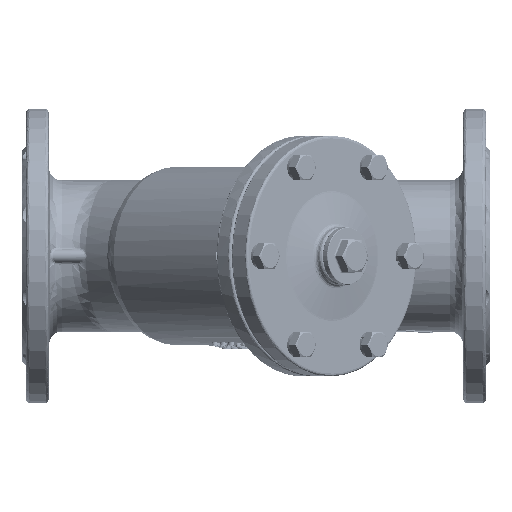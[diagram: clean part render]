
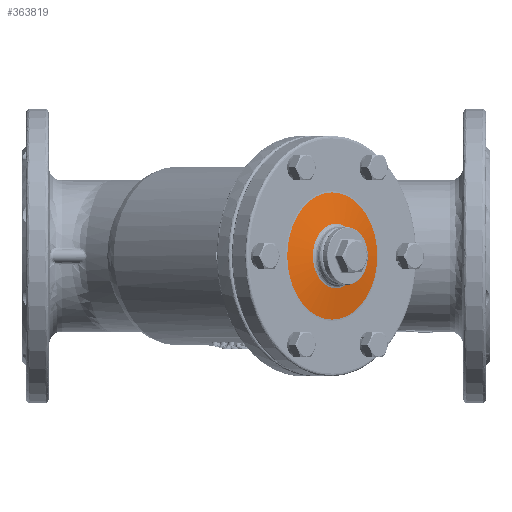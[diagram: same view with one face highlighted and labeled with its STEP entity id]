
A CAD part, front view. The second image highlights one B-rep face of the part: STEP entity #363819.
In plain terms, the highlighted free-form (B-spline) face has degree [3, 3] with [4, 4] control points.
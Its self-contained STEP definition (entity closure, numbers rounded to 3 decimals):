
#6159 = CARTESIAN_POINT ( 'NONE',  ( 229.628, -168.007, 0. ) ) ;
#13891 = CARTESIAN_POINT ( 'NONE',  ( 255.274, -139.255, -34.232 ) ) ;
#33562 = AXIS2_PLACEMENT_3D ( 'NONE', #439999, #174642, #484567 ) ;
#43584 = ORIENTED_EDGE ( 'NONE', *, *, #514050, .T. ) ;
#50813 = DIRECTION ( 'NONE',  ( 0.612, 0.612, 0.5 ) ) ;
#50967 = CARTESIAN_POINT ( 'NONE',  ( 227.006, -165.385, 0. ) ) ;
#58557 = CARTESIAN_POINT ( 'NONE',  ( 217.104, -187.278, 5.961 ) ) ;
#62738 = CARTESIAN_POINT ( 'NONE',  ( 197.863, -194.528, -23.795 ) ) ;
#103128 = CARTESIAN_POINT ( 'NONE',  ( 235.242, -159.258, -50.572 ) ) ;
#103379 = DIRECTION ( 'NONE',  ( 0.612, 0.612, 0.5 ) ) ;
#122912 = EDGE_CURVE ( 'NONE', #313643, #572391, #464503, .T. ) ;
#125632 = CIRCLE ( 'NONE', #33562, 24.184 ) ;
#125699 = CARTESIAN_POINT ( 'NONE',  ( 227.006, -165.385, 0. ) ) ;
#147691 = CARTESIAN_POINT ( 'NONE',  ( 192.799, -201.759, -10.438 ) ) ;
#170312 = DIRECTION ( 'NONE',  ( 0.612, 0.612, 0.5 ) ) ;
#174642 = DIRECTION ( 'NONE',  ( -0.707, 0.707, 0. ) ) ;
#174915 = AXIS2_PLACEMENT_3D ( 'NONE', #50967, #368808, #103379 ) ;
#190322 = CARTESIAN_POINT ( 'NONE',  ( 263.311, -131.315, 10.12 ) ) ;
#192230 = CARTESIAN_POINT ( 'NONE',  ( 210.397, -174.574, -65.286 ) ) ;
#208316 = VERTEX_POINT ( 'NONE', #570936 ) ;
#234876 = CARTESIAN_POINT ( 'NONE',  ( 220.812, -173.778, 50.256 ) ) ;
#250399 = VERTEX_POINT ( 'NONE', #315698 ) ;
#257092 = AXIS2_PLACEMENT_3D ( 'NONE', #125699, #435680, #170312 ) ;
#279470 = CARTESIAN_POINT ( 'NONE',  ( 248.796, -155.595, -6.286 ) ) ;
#290563 = EDGE_LOOP ( 'NONE', ( #472430, #43584 ) ) ;
#313643 = VERTEX_POINT ( 'NONE', #388777 ) ;
#315698 = CARTESIAN_POINT ( 'NONE',  ( 244.438, -153.197, 12.092 ) ) ;
#316347 = DIRECTION ( 'NONE',  ( -0.707, 0.707, 0. ) ) ;
#318450 = EDGE_CURVE ( 'NONE', #250399, #208316, #125632, .T. ) ;
#322132 = CARTESIAN_POINT ( 'NONE',  ( 236.155, -148.959, 64.987 ) ) ;
#324051 = CARTESIAN_POINT ( 'NONE',  ( 200.783, -193.778, 33.909 ) ) ;
#333367 = FACE_BOUND ( 'NONE', #437245, .T. ) ;
#360858 = EDGE_CURVE ( 'NONE', #208316, #250399, #404413, .T. ) ;
#363819 = ADVANCED_FACE ( 'NONE', ( #333367, #465006 ), #458830, .T. ) ;
#368568 = CARTESIAN_POINT ( 'NONE',  ( 228.765, -175.597, -22.628 ) ) ;
#368808 = DIRECTION ( 'NONE',  ( 0.707, -0.707, 0. ) ) ;
#371964 = ORIENTED_EDGE ( 'NONE', *, *, #360858, .T. ) ;
#388777 = CARTESIAN_POINT ( 'NONE',  ( 256.149, -136.242, 23.795 ) ) ;
#404413 = CIRCLE ( 'NONE', #537778, 24.184 ) ;
#413094 = CARTESIAN_POINT ( 'NONE',  ( 176.964, -208.065, 16.678 ) ) ;
#435680 = DIRECTION ( 'NONE',  ( 0.707, -0.707, 0. ) ) ;
#437245 = EDGE_LOOP ( 'NONE', ( #566497, #371964 ) ) ;
#439999 = CARTESIAN_POINT ( 'NONE',  ( 229.628, -168.007, 0. ) ) ;
#455735 = CARTESIAN_POINT ( 'NONE',  ( 251.994, -142.652, 37.864 ) ) ;
#457614 = CARTESIAN_POINT ( 'NONE',  ( 204.112, -190.426, -38.175 ) ) ;
#458830 =( BOUNDED_SURFACE ( )  B_SPLINE_SURFACE ( 3, 3, ( 
 ( #322132, #455735, #190322, #500253 ),
 ( #234876, #544769, #279470, #13891 ),
 ( #324051, #58557, #368568, #103128 ),
 ( #413094, #147691, #457614, #192230 ) ),
 .UNSPECIFIED., .F., .F., .F. ) 
 B_SPLINE_SURFACE_WITH_KNOTS ( ( 4, 4 ),
 ( 4, 4 ),
 ( 0., 1. ),
 ( 0., 1. ),
 .UNSPECIFIED. ) 
 GEOMETRIC_REPRESENTATION_ITEM ( )  RATIONAL_B_SPLINE_SURFACE ( (
 ( 1., 0.985, 0.985, 1.),
 ( 0.985, 0.97, 0.97, 0.985),
 ( 0.985, 0.97, 0.97, 0.985),
 ( 1., 0.985, 0.985, 1.) ) ) 
 REPRESENTATION_ITEM ( '' )  SURFACE ( )  );
#464503 = CIRCLE ( 'NONE', #257092, 47.59 ) ;
#465006 = FACE_OUTER_BOUND ( 'NONE', #290563, .T. ) ;
#472430 = ORIENTED_EDGE ( 'NONE', *, *, #122912, .T. ) ;
#484567 = DIRECTION ( 'NONE',  ( 0.612, 0.612, 0.5 ) ) ;
#494584 = CIRCLE ( 'NONE', #174915, 47.59 ) ;
#500253 = CARTESIAN_POINT ( 'NONE',  ( 269.597, -115.459, -16.999 ) ) ;
#514050 = EDGE_CURVE ( 'NONE', #572391, #313643, #494584, .T. ) ;
#537778 = AXIS2_PLACEMENT_3D ( 'NONE', #6159, #316347, #50813 ) ;
#544769 = CARTESIAN_POINT ( 'NONE',  ( 237.134, -167.278, 22.305 ) ) ;
#566497 = ORIENTED_EDGE ( 'NONE', *, *, #318450, .T. ) ;
#570936 = CARTESIAN_POINT ( 'NONE',  ( 214.819, -182.816, -12.092 ) ) ;
#572391 = VERTEX_POINT ( 'NONE', #62738 ) ;
